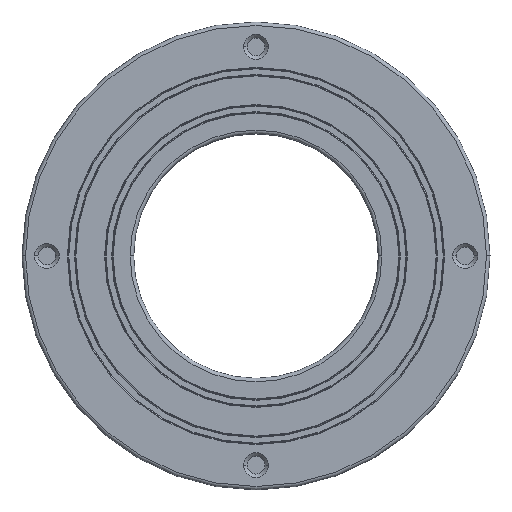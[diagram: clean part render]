
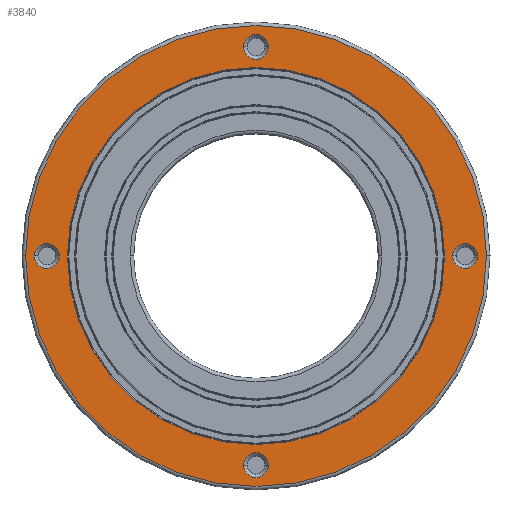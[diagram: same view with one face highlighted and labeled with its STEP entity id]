
A CAD part, top view. The second image highlights one B-rep face of the part: STEP entity #3840.
In plain terms, the highlighted planar face has unit normal (0, 0, 1).
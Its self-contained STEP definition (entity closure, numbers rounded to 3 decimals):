
#2 = PLANE ( 'NONE',  #807 ) ;
#13 = DIRECTION ( 'NONE',  ( -1., 0., 0. ) ) ;
#39 = DIRECTION ( 'NONE',  ( 0., 0., -1. ) ) ;
#93 = CIRCLE ( 'NONE', #2162, 65.005 ) ;
#120 = DIRECTION ( 'NONE',  ( -1., 0., 0. ) ) ;
#167 = DIRECTION ( 'NONE',  ( 0., 0., -1. ) ) ;
#231 = FACE_BOUND ( 'NONE', #5092, .T. ) ;
#280 = EDGE_CURVE ( 'NONE', #909, #3216, #3730, .T. ) ;
#370 = DIRECTION ( 'NONE',  ( 0., 0., -1. ) ) ;
#406 = AXIS2_PLACEMENT_3D ( 'NONE', #3729, #4519, #120 ) ;
#422 = VERTEX_POINT ( 'NONE', #4485 ) ;
#460 = DIRECTION ( 'NONE',  ( -1., 0., 0. ) ) ;
#474 = EDGE_CURVE ( 'NONE', #878, #2201, #4792, .T. ) ;
#504 = DIRECTION ( 'NONE',  ( -1., 0., 0. ) ) ;
#621 = CARTESIAN_POINT ( 'NONE',  ( 32.096, -16.584, 142.011 ) ) ;
#781 = FACE_BOUND ( 'NONE', #2047, .T. ) ;
#804 = VERTEX_POINT ( 'NONE', #2185 ) ;
#807 = AXIS2_PLACEMENT_3D ( 'NONE', #2087, #1692, #4553 ) ;
#832 = CARTESIAN_POINT ( 'NONE',  ( -26.904, -75.584, 142.011 ) ) ;
#855 = EDGE_CURVE ( 'NONE', #2201, #878, #2367, .T. ) ;
#869 = DIRECTION ( 'NONE',  ( -1., 0., 0. ) ) ;
#878 = VERTEX_POINT ( 'NONE', #621 ) ;
#898 = CARTESIAN_POINT ( 'NONE',  ( -30.404, -16.584, 142.011 ) ) ;
#909 = VERTEX_POINT ( 'NONE', #3798 ) ;
#942 = DIRECTION ( 'NONE',  ( -1., 0., 0. ) ) ;
#1010 = CARTESIAN_POINT ( 'NONE',  ( 28.596, -16.584, 142.011 ) ) ;
#1019 = EDGE_LOOP ( 'NONE', ( #2526, #3930 ) ) ;
#1112 = AXIS2_PLACEMENT_3D ( 'NONE', #3533, #2758, #4360 ) ;
#1198 = ORIENTED_EDGE ( 'NONE', *, *, #3685, .T. ) ;
#1268 = DIRECTION ( 'NONE',  ( 0., 0., -1. ) ) ;
#1432 = CARTESIAN_POINT ( 'NONE',  ( -30.404, 42.416, 142.011 ) ) ;
#1447 = VERTEX_POINT ( 'NONE', #2178 ) ;
#1485 = VERTEX_POINT ( 'NONE', #3861 ) ;
#1598 = ORIENTED_EDGE ( 'NONE', *, *, #4160, .T. ) ;
#1610 = DIRECTION ( 'NONE',  ( 0., 0., -1. ) ) ;
#1633 = AXIS2_PLACEMENT_3D ( 'NONE', #1010, #167, #3398 ) ;
#1692 = DIRECTION ( 'NONE',  ( 0., 0., -1. ) ) ;
#1742 = DIRECTION ( 'NONE',  ( 0., 0., -1. ) ) ;
#1784 = AXIS2_PLACEMENT_3D ( 'NONE', #898, #3725, #942 ) ;
#1979 = DIRECTION ( 'NONE',  ( -1., 0., 0. ) ) ;
#1987 = CIRCLE ( 'NONE', #3990, 3.5 ) ;
#2002 = CIRCLE ( 'NONE', #1784, 53.2 ) ;
#2026 = AXIS2_PLACEMENT_3D ( 'NONE', #3259, #3204, #869 ) ;
#2047 = EDGE_LOOP ( 'NONE', ( #3052, #3777 ) ) ;
#2087 = CARTESIAN_POINT ( 'NONE',  ( -30.404, 49.439, 142.011 ) ) ;
#2116 = FACE_BOUND ( 'NONE', #3004, .T. ) ;
#2162 = AXIS2_PLACEMENT_3D ( 'NONE', #2642, #4309, #2688 ) ;
#2178 = CARTESIAN_POINT ( 'NONE',  ( -85.904, -16.584, 142.011 ) ) ;
#2185 = CARTESIAN_POINT ( 'NONE',  ( -92.904, -16.584, 142.011 ) ) ;
#2201 = VERTEX_POINT ( 'NONE', #4385 ) ;
#2218 = EDGE_CURVE ( 'NONE', #804, #1447, #4909, .T. ) ;
#2236 = ORIENTED_EDGE ( 'NONE', *, *, #3876, .T. ) ;
#2315 = EDGE_CURVE ( 'NONE', #422, #1485, #2002, .T. ) ;
#2367 = CIRCLE ( 'NONE', #1633, 3.5 ) ;
#2446 = EDGE_CURVE ( 'NONE', #1485, #422, #3833, .T. ) ;
#2526 = ORIENTED_EDGE ( 'NONE', *, *, #2446, .T. ) ;
#2578 = AXIS2_PLACEMENT_3D ( 'NONE', #4049, #39, #13 ) ;
#2623 = AXIS2_PLACEMENT_3D ( 'NONE', #3727, #1742, #504 ) ;
#2642 = CARTESIAN_POINT ( 'NONE',  ( -30.404, -16.584, 142.011 ) ) ;
#2688 = DIRECTION ( 'NONE',  ( -1., 0., 0. ) ) ;
#2758 = DIRECTION ( 'NONE',  ( 0., 0., -1. ) ) ;
#2807 = CARTESIAN_POINT ( 'NONE',  ( -33.904, 42.416, 142.011 ) ) ;
#2815 = AXIS2_PLACEMENT_3D ( 'NONE', #2820, #1268, #460 ) ;
#2820 = CARTESIAN_POINT ( 'NONE',  ( -30.404, -75.584, 142.011 ) ) ;
#2859 = DIRECTION ( 'NONE',  ( -1., 0., 0. ) ) ;
#2914 = DIRECTION ( 'NONE',  ( 0., 0., -1. ) ) ;
#3004 = EDGE_LOOP ( 'NONE', ( #3743, #4679 ) ) ;
#3052 = ORIENTED_EDGE ( 'NONE', *, *, #280, .T. ) ;
#3084 = VERTEX_POINT ( 'NONE', #4776 ) ;
#3184 = DIRECTION ( 'NONE',  ( -1., 0., 0. ) ) ;
#3204 = DIRECTION ( 'NONE',  ( 0., 0., 1. ) ) ;
#3216 = VERTEX_POINT ( 'NONE', #2807 ) ;
#3224 = VERTEX_POINT ( 'NONE', #832 ) ;
#3259 = CARTESIAN_POINT ( 'NONE',  ( -30.404, -16.584, 142.011 ) ) ;
#3343 = EDGE_CURVE ( 'NONE', #4409, #3084, #4341, .T. ) ;
#3398 = DIRECTION ( 'NONE',  ( -1., 0., 0. ) ) ;
#3533 = CARTESIAN_POINT ( 'NONE',  ( -30.404, 42.416, 142.011 ) ) ;
#3570 = ORIENTED_EDGE ( 'NONE', *, *, #2218, .T. ) ;
#3576 = EDGE_CURVE ( 'NONE', #3216, #909, #5030, .T. ) ;
#3588 = CARTESIAN_POINT ( 'NONE',  ( 34.601, -16.584, 142.011 ) ) ;
#3601 = CARTESIAN_POINT ( 'NONE',  ( -33.904, -75.584, 142.011 ) ) ;
#3685 = EDGE_CURVE ( 'NONE', #3224, #4319, #4151, .T. ) ;
#3725 = DIRECTION ( 'NONE',  ( 0., 0., -1. ) ) ;
#3727 = CARTESIAN_POINT ( 'NONE',  ( -30.404, -75.584, 142.011 ) ) ;
#3729 = CARTESIAN_POINT ( 'NONE',  ( 28.596, -16.584, 142.011 ) ) ;
#3730 = CIRCLE ( 'NONE', #1112, 3.5 ) ;
#3743 = ORIENTED_EDGE ( 'NONE', *, *, #474, .T. ) ;
#3777 = ORIENTED_EDGE ( 'NONE', *, *, #3576, .T. ) ;
#3798 = CARTESIAN_POINT ( 'NONE',  ( -26.904, 42.416, 142.011 ) ) ;
#3833 = CIRCLE ( 'NONE', #2578, 53.2 ) ;
#3840 = ADVANCED_FACE ( 'NONE', ( #5148, #231, #4274, #2116, #781, #4769 ), #2, .F. ) ;
#3861 = CARTESIAN_POINT ( 'NONE',  ( -83.604, -16.584, 142.011 ) ) ;
#3876 = EDGE_CURVE ( 'NONE', #1447, #804, #1987, .T. ) ;
#3930 = ORIENTED_EDGE ( 'NONE', *, *, #2315, .T. ) ;
#3990 = AXIS2_PLACEMENT_3D ( 'NONE', #4948, #2914, #2859 ) ;
#4009 = AXIS2_PLACEMENT_3D ( 'NONE', #4407, #370, #1979 ) ;
#4049 = CARTESIAN_POINT ( 'NONE',  ( -30.404, -16.584, 142.011 ) ) ;
#4137 = EDGE_LOOP ( 'NONE', ( #1198, #1598 ) ) ;
#4151 = CIRCLE ( 'NONE', #2815, 3.5 ) ;
#4160 = EDGE_CURVE ( 'NONE', #4319, #3224, #4530, .T. ) ;
#4231 = EDGE_CURVE ( 'NONE', #3084, #4409, #93, .T. ) ;
#4274 = FACE_BOUND ( 'NONE', #4137, .T. ) ;
#4309 = DIRECTION ( 'NONE',  ( 0., 0., 1. ) ) ;
#4319 = VERTEX_POINT ( 'NONE', #3601 ) ;
#4341 = CIRCLE ( 'NONE', #2026, 65.005 ) ;
#4360 = DIRECTION ( 'NONE',  ( -1., 0., 0. ) ) ;
#4385 = CARTESIAN_POINT ( 'NONE',  ( 25.096, -16.584, 142.011 ) ) ;
#4407 = CARTESIAN_POINT ( 'NONE',  ( -89.404, -16.584, 142.011 ) ) ;
#4409 = VERTEX_POINT ( 'NONE', #3588 ) ;
#4415 = ORIENTED_EDGE ( 'NONE', *, *, #3343, .T. ) ;
#4485 = CARTESIAN_POINT ( 'NONE',  ( 22.796, -16.584, 142.011 ) ) ;
#4519 = DIRECTION ( 'NONE',  ( 0., 0., -1. ) ) ;
#4530 = CIRCLE ( 'NONE', #2623, 3.5 ) ;
#4553 = DIRECTION ( 'NONE',  ( -1., 0., 0. ) ) ;
#4579 = AXIS2_PLACEMENT_3D ( 'NONE', #1432, #1610, #3184 ) ;
#4679 = ORIENTED_EDGE ( 'NONE', *, *, #855, .T. ) ;
#4769 = FACE_OUTER_BOUND ( 'NONE', #4910, .T. ) ;
#4776 = CARTESIAN_POINT ( 'NONE',  ( -95.409, -16.584, 142.011 ) ) ;
#4792 = CIRCLE ( 'NONE', #406, 3.5 ) ;
#4887 = ORIENTED_EDGE ( 'NONE', *, *, #4231, .T. ) ;
#4909 = CIRCLE ( 'NONE', #4009, 3.5 ) ;
#4910 = EDGE_LOOP ( 'NONE', ( #4887, #4415 ) ) ;
#4948 = CARTESIAN_POINT ( 'NONE',  ( -89.404, -16.584, 142.011 ) ) ;
#5030 = CIRCLE ( 'NONE', #4579, 3.5 ) ;
#5092 = EDGE_LOOP ( 'NONE', ( #2236, #3570 ) ) ;
#5148 = FACE_BOUND ( 'NONE', #1019, .T. ) ;
